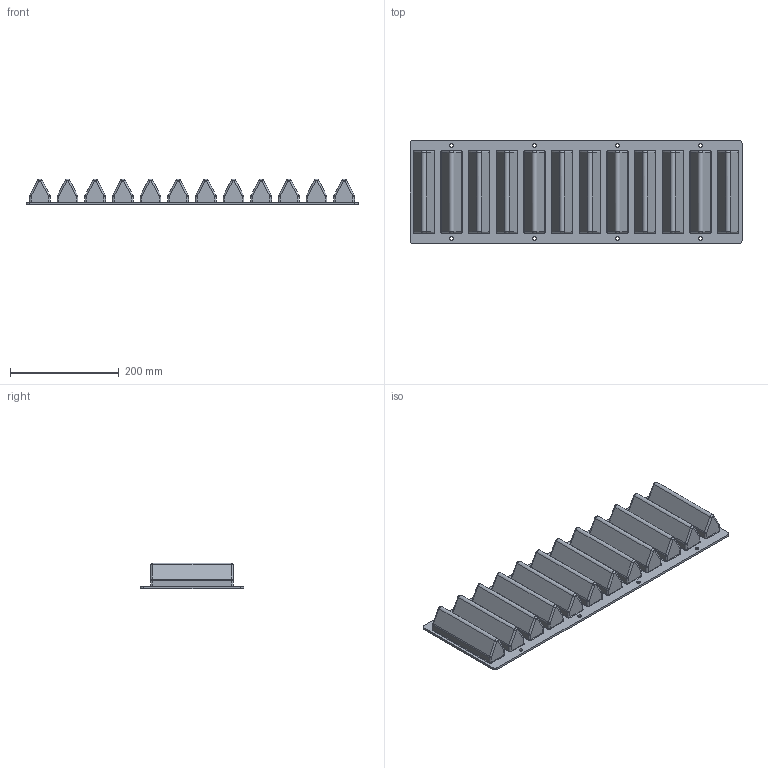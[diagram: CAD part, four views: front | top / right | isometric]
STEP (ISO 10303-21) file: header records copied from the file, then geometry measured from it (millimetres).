
FILE_DESCRIPTION(('CATIA V5 STEP Exchange','CAx-IF Rec.Pracs.--- Model Styling and Organization---1.5--- 2016-08-15','CAx-IF Rec.Pracs.---Supplemental Geometry---1.0---2011-11-01','CAx-IF Rec.Pracs.--- Composite Materials ---1.1---2010-07-15'),'2;1');
FILE_NAME('DE1427 SEPARATOR DUNNAGE.stp','2024-01-24T13:11:48+00:00',('none'),('none'),'CATIA Version 5-6 Release 2022 SP3','CATIA V5 STEP AP214 Edition 3 v2','none');
FILE_SCHEMA(('AUTOMOTIVE_DESIGN { 1 0 10303 214 3 1 1 1 }'));
Products named in the file (1): DE1427 BASE DUNNAGE
Bounding box: 609.6 x 190.5 x 47.57 mm (x, y, z)
Volume: 987810 mm3; surface area: 500012 mm2
Topology: 1 solids, 1 shells, 770 faces, 1752 edges, 984 vertices
Faces by surface type: cylinder 380, bspline 240, plane 150
Entity records: 38320 total; most frequent: CARTESIAN_POINT 24211, ORIENTED_EDGE 3456, DIRECTION 1773, EDGE_CURVE 1728, VERTEX_POINT 984, B_SPLINE_CURVE_WITH_KNOTS 825, EDGE_LOOP 810, ADVANCED_FACE 770
